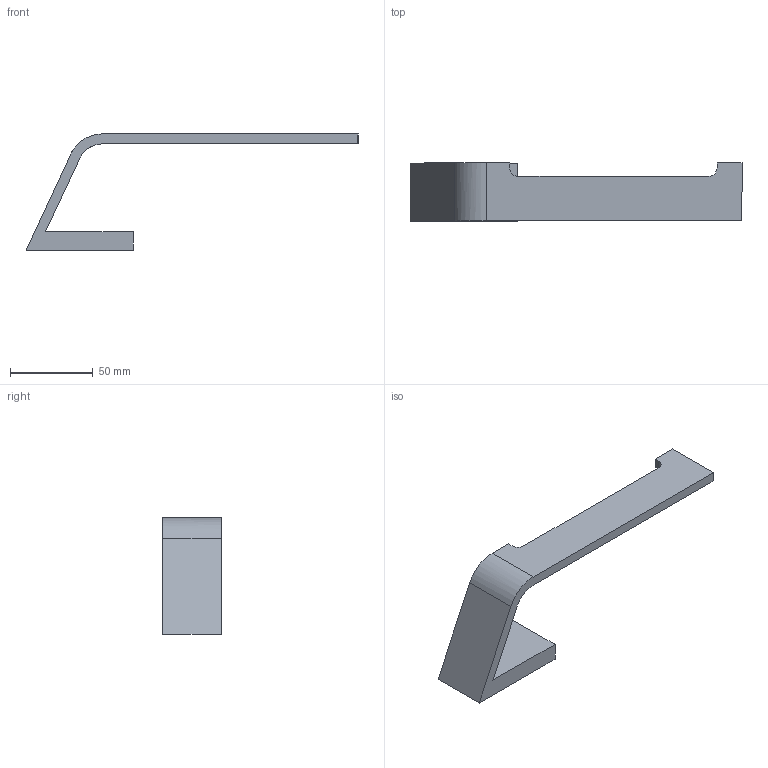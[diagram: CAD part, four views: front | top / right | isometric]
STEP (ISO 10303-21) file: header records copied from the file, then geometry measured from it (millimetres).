
FILE_DESCRIPTION (( 'STEP AP203' ), '1' );
FILE_NAME ('83500705-00.STEP', '2018-07-04T06:00:08', ( '' ), ( '' ), 'SwSTEP 2.0', 'SolidWorks 2017', '' );
FILE_SCHEMA (( 'CONFIG_CONTROL_DESIGN' ));
Length unit declared in the file: millimetre
Products named in the file (2): Planungsmodell_Stange-+-83.500.705-01_K1; 83500705-00
Assembly tree (1 placements, depth 2):
  83500705-00
    Planungsmodell_Stange-+-83.500.705-01_K1
Bounding box: 200 x 35 x 70 mm (x, y, z)
Volume: 65147.4 mm3; surface area: 23016.1 mm2
Topology: 1 solids, 1 shells, 19 faces, 51 edges, 34 vertices
Faces by surface type: plane 15, cylinder 4
Entity records: 791 total; most frequent: CARTESIAN_POINT 108, DIRECTION 107, ORIENTED_EDGE 102, EDGE_CURVE 51, LINE 41, VECTOR 41, VERTEX_POINT 34, AXIS2_PLACEMENT_3D 33
